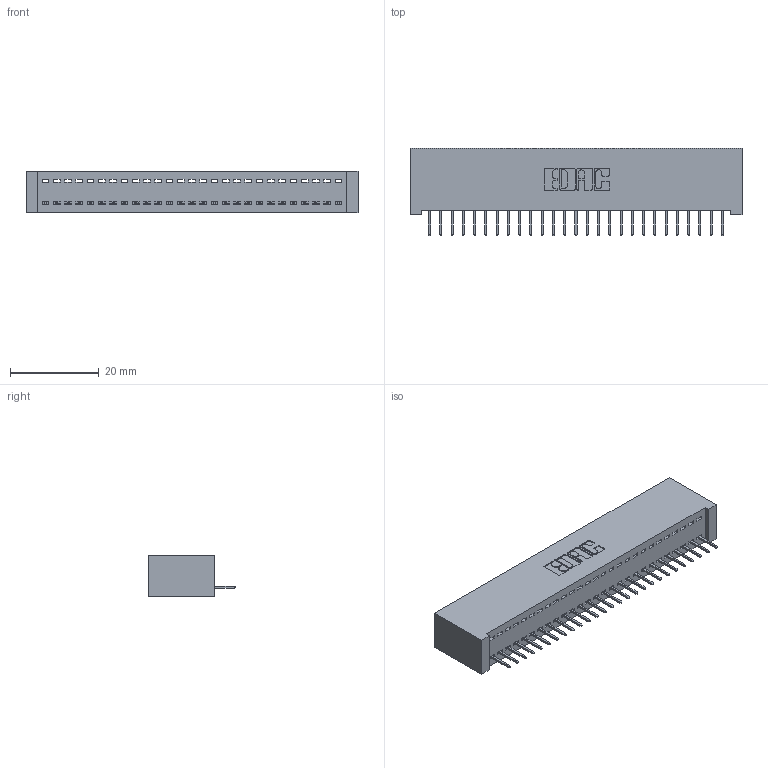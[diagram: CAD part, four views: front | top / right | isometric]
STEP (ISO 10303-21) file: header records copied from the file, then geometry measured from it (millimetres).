
FILE_DESCRIPTION (( 'STEP AP203' ), '1' );
FILE_NAME ('392-027-524-101.STEP', '2018-08-15T20:25:08', ( '' ), ( '' ), 'SwSTEP 2.0', 'SolidWorks 2016', '' );
FILE_SCHEMA (( 'CONFIG_CONTROL_DESIGN' ));
Length unit declared in the file: inch
Products named in the file (3): 342 Part_Lugless; 345-292-001_345-293-124; 392-027-524-101
Assembly tree (28 placements, depth 2):
  392-027-524-101
    342 Part_Lugless
    345-292-001_345-293-124  x27
Bounding box: 74.83 x 19.69 x 9.4 mm (x, y, z)
Volume: 6808 mm3; surface area: 9709.2 mm2
Topology: 28 solids, 28 shells, 1776 faces, 5135 edges, 3314 vertices
Faces by surface type: plane 1358, cylinder 418
Entity records: 18111 total; most frequent: CARTESIAN_POINT 3131, ORIENTED_EDGE 3094, DIRECTION 2665, EDGE_CURVE 1547, LINE 1431, VECTOR 1431, VERTEX_POINT 1026, AXIS2_PLACEMENT_3D 617
